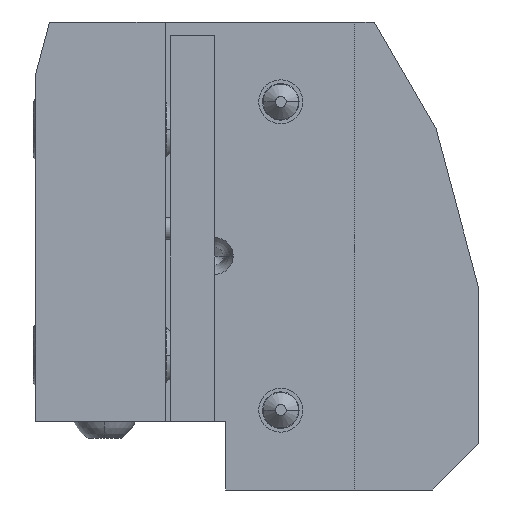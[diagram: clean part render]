
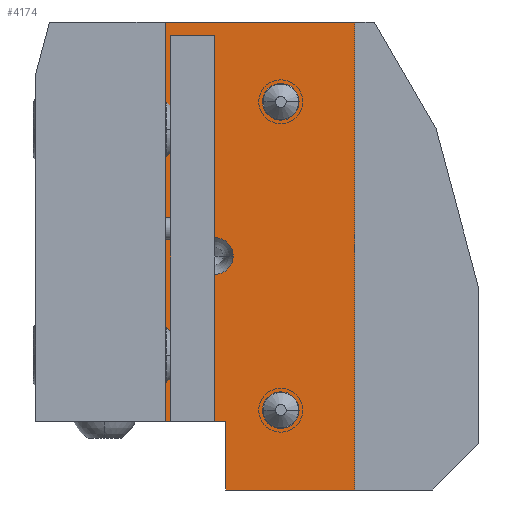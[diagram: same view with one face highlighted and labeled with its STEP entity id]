
A CAD part, left-side view. The second image highlights one B-rep face of the part: STEP entity #4174.
In plain terms, the highlighted planar face has unit normal (-1, 0, 0).
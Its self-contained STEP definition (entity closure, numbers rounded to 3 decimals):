
#147=DIRECTION('',(0.,-1.,0.));
#148=VECTOR('',#147,23.4);
#149=CARTESIAN_POINT('',(-22.,-2.,-42.5));
#150=LINE('',#149,#148);
#189=DIRECTION('',(0.,1.,0.));
#190=VECTOR('',#189,34.4);
#191=CARTESIAN_POINT('',(-22.,-25.4,42.5));
#192=LINE('',#191,#190);
#210=DIRECTION('',(0.,0.,-1.));
#211=VECTOR('',#210,85.);
#212=CARTESIAN_POINT('',(-22.,-25.4,42.5));
#213=LINE('',#212,#211);
#217=CARTESIAN_POINT('',(-22.,-12.,28.));
#218=DIRECTION('',(1.,0.,0.));
#219=DIRECTION('',(0.,1.,0.));
#220=AXIS2_PLACEMENT_3D('',#217,#218,#219);
#225=CARTESIAN_POINT('',(-22.,-12.,28.));
#226=DIRECTION('',(1.,0.,0.));
#227=DIRECTION('',(0.,-1.,0.));
#228=AXIS2_PLACEMENT_3D('',#225,#226,#227);
#233=CARTESIAN_POINT('',(-22.,-12.,-28.));
#234=DIRECTION('',(1.,0.,0.));
#235=DIRECTION('',(0.,1.,0.));
#236=AXIS2_PLACEMENT_3D('',#233,#234,#235);
#241=CARTESIAN_POINT('',(-22.,-12.,-28.));
#242=DIRECTION('',(1.,0.,0.));
#243=DIRECTION('',(0.,-1.,0.));
#244=AXIS2_PLACEMENT_3D('',#241,#242,#243);
#249=CARTESIAN_POINT('',(-22.,0.,0.));
#250=DIRECTION('',(1.,0.,0.));
#251=DIRECTION('',(0.,-1.,0.));
#252=AXIS2_PLACEMENT_3D('',#249,#250,#251);
#257=CARTESIAN_POINT('',(-22.,0.,0.));
#258=DIRECTION('',(1.,0.,0.));
#259=DIRECTION('',(0.,1.,0.));
#260=AXIS2_PLACEMENT_3D('',#257,#258,#259);
#265=DIRECTION('',(0.,1.,0.));
#266=VECTOR('',#265,11.);
#267=CARTESIAN_POINT('',(-22.,-2.,-30.));
#268=LINE('',#267,#266);
#302=DIRECTION('',(0.,0.,-1.));
#303=VECTOR('',#302,12.5);
#304=CARTESIAN_POINT('',(-22.,-2.,-30.));
#305=LINE('',#304,#303);
#3158=DIRECTION('',(0.,0.,-1.));
#3159=VECTOR('',#3158,72.5);
#3160=CARTESIAN_POINT('',(-22.,9.,42.5));
#3161=LINE('',#3160,#3159);
#3871=CARTESIAN_POINT('',(-22.,-2.,-30.));
#3872=CARTESIAN_POINT('',(-22.,9.,-30.));
#3873=VERTEX_POINT('',#3871);
#3874=VERTEX_POINT('',#3872);
#3875=CARTESIAN_POINT('',(-22.,-2.,-42.5));
#3876=VERTEX_POINT('',#3875);
#3877=CARTESIAN_POINT('',(-22.,-25.4,-42.5));
#3878=VERTEX_POINT('',#3877);
#3879=CARTESIAN_POINT('',(-22.,-25.4,42.5));
#3880=VERTEX_POINT('',#3879);
#3881=CARTESIAN_POINT('',(-22.,9.,42.5));
#3882=VERTEX_POINT('',#3881);
#3907=CARTESIAN_POINT('',(-22.,-8.675,28.));
#3908=CARTESIAN_POINT('',(-22.,-15.325,28.));
#3909=VERTEX_POINT('',#3907);
#3910=VERTEX_POINT('',#3908);
#3919=CARTESIAN_POINT('',(-22.,-8.675,-28.));
#3920=CARTESIAN_POINT('',(-22.,-15.325,-28.));
#3921=VERTEX_POINT('',#3919);
#3922=VERTEX_POINT('',#3920);
#3975=CARTESIAN_POINT('',(-22.,-3.35,0.));
#3976=CARTESIAN_POINT('',(-22.,3.35,0.));
#3977=VERTEX_POINT('',#3975);
#3978=VERTEX_POINT('',#3976);
#4140=CARTESIAN_POINT('',(-22.,-25.4,42.5));
#4141=DIRECTION('',(1.,0.,0.));
#4142=DIRECTION('',(0.,1.,0.));
#4143=AXIS2_PLACEMENT_3D('',#4140,#4141,#4142);
#4144=PLANE('',#4143);
#4146=ORIENTED_EDGE('',*,*,#4145,.T.);
#4148=ORIENTED_EDGE('',*,*,#4147,.F.);
#4149=ORIENTED_EDGE('',*,*,#4126,.F.);
#4150=ORIENTED_EDGE('',*,*,#4039,.T.);
#4151=ORIENTED_EDGE('',*,*,#4059,.F.);
#4153=ORIENTED_EDGE('',*,*,#4152,.F.);
#4154=EDGE_LOOP('',(#4146,#4148,#4149,#4150,#4151,#4153));
#4155=FACE_OUTER_BOUND('',#4154,.F.);
#4157=ORIENTED_EDGE('',*,*,#4156,.F.);
#4159=ORIENTED_EDGE('',*,*,#4158,.F.);
#4160=EDGE_LOOP('',(#4157,#4159));
#4161=FACE_BOUND('',#4160,.F.);
#4163=ORIENTED_EDGE('',*,*,#4162,.F.);
#4165=ORIENTED_EDGE('',*,*,#4164,.F.);
#4166=EDGE_LOOP('',(#4163,#4165));
#4167=FACE_BOUND('',#4166,.F.);
#4169=ORIENTED_EDGE('',*,*,#4168,.F.);
#4171=ORIENTED_EDGE('',*,*,#4170,.F.);
#4172=EDGE_LOOP('',(#4169,#4171));
#4173=FACE_BOUND('',#4172,.F.);
#4174=ADVANCED_FACE('',(#4155,#4161,#4167,#4173),#4144,.F.);
#221=CIRCLE('',#220,3.325);
#229=CIRCLE('',#228,3.325);
#237=CIRCLE('',#236,3.325);
#245=CIRCLE('',#244,3.325);
#253=CIRCLE('',#252,3.35);
#261=CIRCLE('',#260,3.35);
#4039=EDGE_CURVE('',#3880,#3878,#213,.T.);
#4059=EDGE_CURVE('',#3876,#3878,#150,.T.);
#4126=EDGE_CURVE('',#3880,#3882,#192,.T.);
#4145=EDGE_CURVE('',#3873,#3874,#268,.T.);
#4147=EDGE_CURVE('',#3882,#3874,#3161,.T.);
#4152=EDGE_CURVE('',#3873,#3876,#305,.T.);
#4156=EDGE_CURVE('',#3909,#3910,#221,.T.);
#4158=EDGE_CURVE('',#3910,#3909,#229,.T.);
#4162=EDGE_CURVE('',#3921,#3922,#237,.T.);
#4164=EDGE_CURVE('',#3922,#3921,#245,.T.);
#4168=EDGE_CURVE('',#3977,#3978,#253,.T.);
#4170=EDGE_CURVE('',#3978,#3977,#261,.T.);
